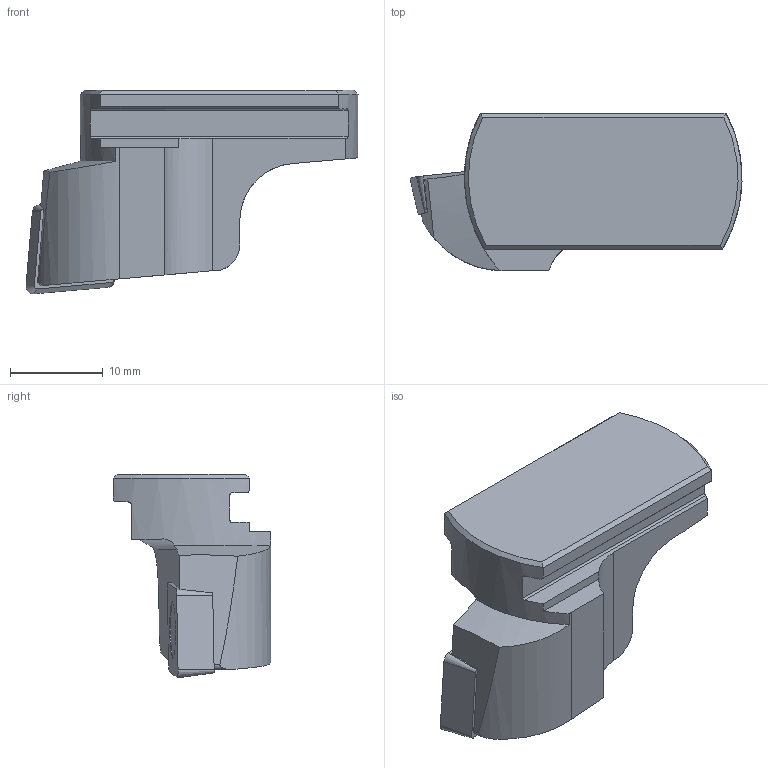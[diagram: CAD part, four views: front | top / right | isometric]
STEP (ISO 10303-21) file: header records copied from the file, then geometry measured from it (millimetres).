
FILE_DESCRIPTION(/* description */ (''),/* implementation_level */ '2;1');
FILE_NAME(/* name */ '1642480651986.stp',/* time_stamp */ '2022-01-18T10:08:02+06:00',/* author */ (''),/* organization */ ('SMS'),/* preprocessor_version */ 'ST-DEVELOPER v16.7',/* originating_system */ 'SIEMENS PLM Software NX 12.0',/* authorisation */ '');
FILE_SCHEMA (('AUTOMOTIVE_DESIGN { 1 0 10303 214 3 1 1 1 }'));
Length unit declared in the file: millimetre
Products named in the file (4): IsoTurningInsert; ASSEMBLY_CONSTRUCTION; 201718408mod000_01; 201718432mod000_01
Assembly tree (3 placements, depth 2):
  201718432mod000_01
    201718408mod000_01
    ASSEMBLY_CONSTRUCTION
    IsoTurningInsert
Bounding box: 35.87 x 17 x 22 mm (x, y, z)
Volume: 5297.7 mm3; surface area: 2707.2 mm2
Topology: 2 solids, 2 shells, 59 faces, 157 edges, 110 vertices
Faces by surface type: plane 32, cylinder 13, cone 10, torus 4
Full cylindrical faces by diameter (mm): 4.4 x2
Entity records: 2145 total; most frequent: CARTESIAN_POINT 539, DIRECTION 315, ORIENTED_EDGE 288, EDGE_CURVE 144, AXIS2_PLACEMENT_3D 120, VERTEX_POINT 98, LINE 75, VECTOR 75
